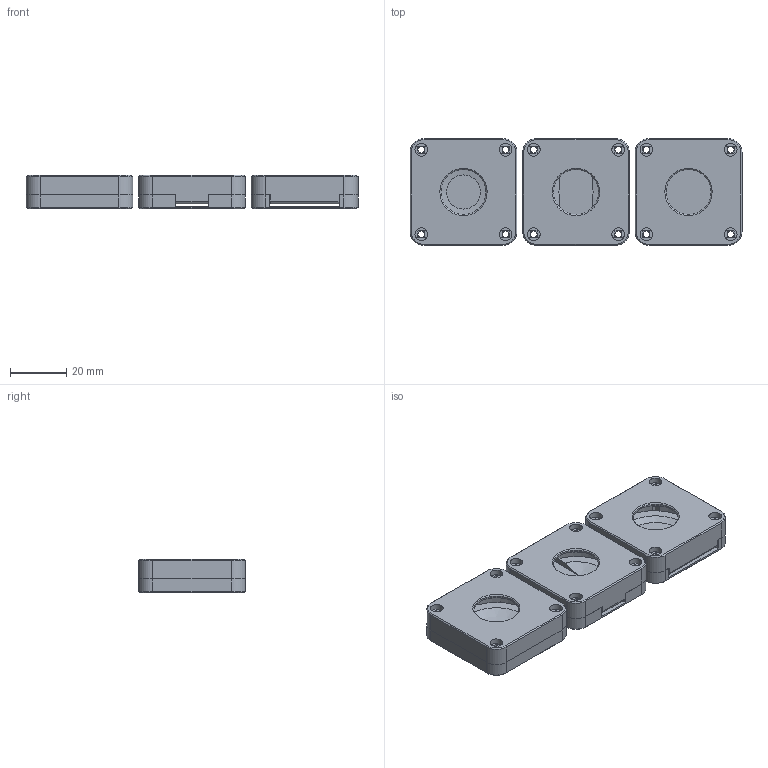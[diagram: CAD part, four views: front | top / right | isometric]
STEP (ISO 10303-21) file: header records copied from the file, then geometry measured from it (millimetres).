
FILE_DESCRIPTION(/* description */ (''),/* implementation_level */ '2;1');
FILE_NAME(/* name */ 'airtag utc r2 v4.step',/* time_stamp */ '2022-06-09T22:38:56+08:00',/* author */ (''),/* organization */ (''),/* preprocessor_version */ 'ST-DEVELOPER v19',/* originating_system */ 'Autodesk Translation Framework v11.7.0.108',/* authorisation */ '');
FILE_SCHEMA (('AUTOMOTIVE_DESIGN { 1 0 10303 214 3 1 1 }'));
Products named in the file (4): airtag utc r2; KEYCHAIN; STRAP-SMALL; STRAP-LARGE
Assembly tree (3 placements, depth 2):
  airtag utc r2
    KEYCHAIN
    STRAP-SMALL
    STRAP-LARGE
Bounding box: 118 x 38 x 12 mm (x, y, z)
Volume: 28055.7 mm3; surface area: 26408.2 mm2
Topology: 7 solids, 7 shells, 1724 faces, 4750 edges, 3103 vertices
Faces by surface type: plane 865, bspline 707, cylinder 123, cone 27, torus 2
Full cylindrical faces by diameter (mm): 2.4 x12, 3 x12, 4.5 x12, 16 x3, 32.5 x4
Entity records: 58403 total; most frequent: CARTESIAN_POINT 18866, ORIENTED_EDGE 9500, DIRECTION 5824, EDGE_CURVE 4750, VERTEX_POINT 3103, LINE 2908, VECTOR 2908, EDGE_LOOP 1843
